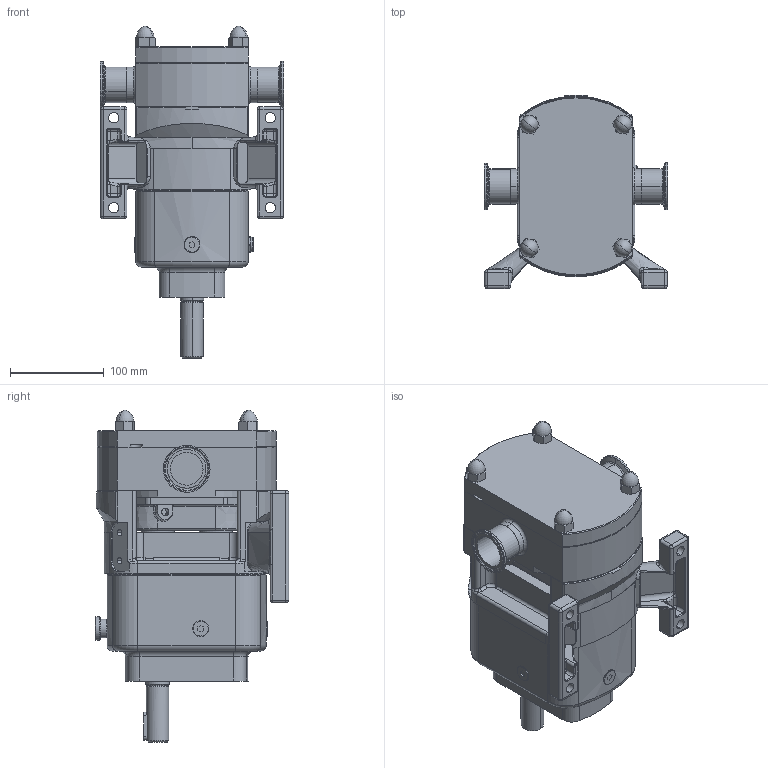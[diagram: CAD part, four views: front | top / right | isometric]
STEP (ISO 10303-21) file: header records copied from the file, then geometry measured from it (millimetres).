
FILE_DESCRIPTION (( 'STEP AP214' ), '1' );
FILE_NAME ('GA3515.STEP', '2024-11-06T22:25:54', ( '' ), ( '' ), 'SwSTEP 2.0', 'SolidWorks 2023', '' );
FILE_SCHEMA (( 'AUTOMOTIVE_DESIGN' ));
Length unit declared in the file: millimetre
Products named in the file (3): GA3515; Copy of Z94-5121-22 - 1.5 INCH^GA3515; Copy (2) of CP20-0020-12 H T^GA3515
Assembly tree (3 placements, depth 2):
  GA3515
    Copy (2) of CP20-0020-12 H T^GA3515
    Copy of Z94-5121-22 - 1.5 INCH^GA3515  x2
Bounding box: 196 x 206.69 x 354.54 mm (x, y, z)
Volume: 4756099.6 mm3; surface area: 297944.7 mm2
Topology: 3 solids, 3 shells, 827 faces, 2021 edges, 1190 vertices
Faces by surface type: cylinder 284, plane 253, torus 94, bspline 84, cone 82, sphere 30
Entity records: 31038 total; most frequent: CARTESIAN_POINT 12691, ORIENTED_EDGE 3886, DIRECTION 3830, EDGE_CURVE 1943, AXIS2_PLACEMENT_3D 1551, VERTEX_POINT 1166, EDGE_LOOP 855, CIRCLE 823
